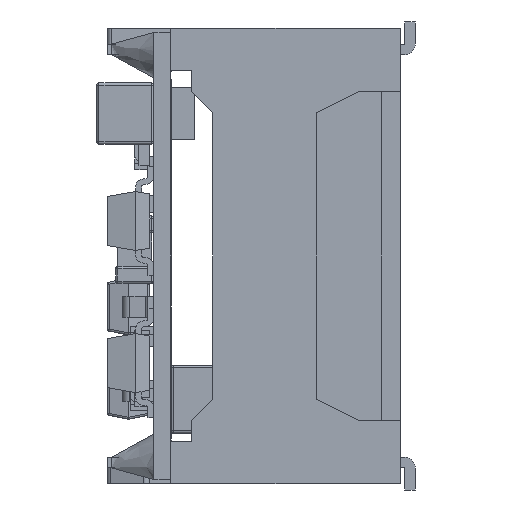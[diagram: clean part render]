
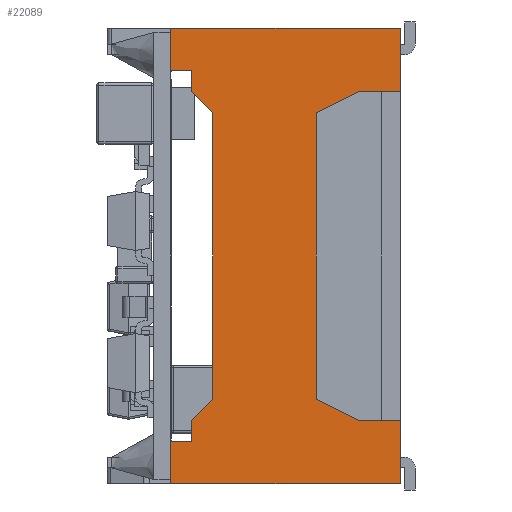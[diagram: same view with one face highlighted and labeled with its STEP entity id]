
A CAD part, left-side view. The second image highlights one B-rep face of the part: STEP entity #22089.
In plain terms, the highlighted planar face has unit normal (-1, 0, 0).
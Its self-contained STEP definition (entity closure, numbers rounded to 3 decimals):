
#20511 = VERTEX_POINT('',#20512);
#20512 = CARTESIAN_POINT('',(-7.67,-5.85,5.4));
#20518 = EDGE_CURVE('',#20511,#20519,#20521,.T.);
#20519 = VERTEX_POINT('',#20520);
#20520 = CARTESIAN_POINT('',(-7.67,-5.85,3.9));
#20521 = LINE('',#20522,#20523);
#20522 = CARTESIAN_POINT('',(-7.67,-5.85,0.));
#20523 = VECTOR('',#20524,1.);
#20524 = DIRECTION('',(0.,0.,-1.));
#20543 = VERTEX_POINT('',#20544);
#20544 = CARTESIAN_POINT('',(-7.67,-5.85,-3.9));
#20550 = EDGE_CURVE('',#20543,#20551,#20553,.T.);
#20551 = VERTEX_POINT('',#20552);
#20552 = CARTESIAN_POINT('',(-7.67,-5.85,-5.4));
#20553 = LINE('',#20554,#20555);
#20554 = CARTESIAN_POINT('',(-7.67,-5.85,0.));
#20555 = VECTOR('',#20556,1.);
#20556 = DIRECTION('',(0.,0.,-1.));
#20866 = VERTEX_POINT('',#20867);
#20867 = CARTESIAN_POINT('',(-7.67,-0.9,4.4));
#20873 = EDGE_CURVE('',#20874,#20866,#20876,.T.);
#20874 = VERTEX_POINT('',#20875);
#20875 = CARTESIAN_POINT('',(-7.67,-0.4,4.4));
#20876 = LINE('',#20877,#20878);
#20877 = CARTESIAN_POINT('',(-7.67,-0.4,4.4));
#20878 = VECTOR('',#20879,1.);
#20879 = DIRECTION('',(0.,-1.,0.));
#21248 = VERTEX_POINT('',#21249);
#21249 = CARTESIAN_POINT('',(-7.67,-0.4,5.4));
#21255 = EDGE_CURVE('',#21248,#20511,#21256,.T.);
#21256 = LINE('',#21257,#21258);
#21257 = CARTESIAN_POINT('',(-7.67,-5.85,5.4));
#21258 = VECTOR('',#21259,1.);
#21259 = DIRECTION('',(0.,-1.,0.));
#21273 = EDGE_CURVE('',#21248,#20874,#21274,.T.);
#21274 = LINE('',#21275,#21276);
#21275 = CARTESIAN_POINT('',(-7.67,-0.4,0.));
#21276 = VECTOR('',#21277,1.);
#21277 = DIRECTION('',(0.,0.,-1.));
#21943 = EDGE_CURVE('',#21944,#20519,#21946,.T.);
#21944 = VERTEX_POINT('',#21945);
#21945 = CARTESIAN_POINT('',(-7.67,-4.85,3.9));
#21946 = LINE('',#21947,#21948);
#21947 = CARTESIAN_POINT('',(-7.67,-2.625,3.9));
#21948 = VECTOR('',#21949,1.);
#21949 = DIRECTION('',(0.,-1.,0.));
#21976 = EDGE_CURVE('',#21977,#21944,#21979,.T.);
#21977 = VERTEX_POINT('',#21978);
#21978 = CARTESIAN_POINT('',(-7.67,-3.85,3.4));
#21979 = LINE('',#21980,#21981);
#21980 = CARTESIAN_POINT('',(-7.67,-1.79,2.37));
#21981 = VECTOR('',#21982,1.);
#21982 = DIRECTION('',(0.,-0.894,0.447));
#22007 = EDGE_CURVE('',#22008,#21977,#22010,.T.);
#22008 = VERTEX_POINT('',#22009);
#22009 = CARTESIAN_POINT('',(-7.67,-3.85,-3.4));
#22010 = LINE('',#22011,#22012);
#22011 = CARTESIAN_POINT('',(-7.67,-3.85,-1.7));
#22012 = VECTOR('',#22013,1.);
#22013 = DIRECTION('',(0.,0.,1.));
#22038 = EDGE_CURVE('',#22039,#22008,#22041,.T.);
#22039 = VERTEX_POINT('',#22040);
#22040 = CARTESIAN_POINT('',(-7.67,-4.85,-3.9));
#22041 = LINE('',#22042,#22043);
#22042 = CARTESIAN_POINT('',(-7.67,-2.29,-2.62));
#22043 = VECTOR('',#22044,1.);
#22044 = DIRECTION('',(0.,0.894,0.447));
#22069 = EDGE_CURVE('',#20543,#22039,#22070,.T.);
#22070 = LINE('',#22071,#22072);
#22071 = CARTESIAN_POINT('',(-7.67,-3.125,-3.9));
#22072 = VECTOR('',#22073,1.);
#22073 = DIRECTION('',(0.,1.,0.));
#22089 = ADVANCED_FACE('',(#22090),#22164,.T.);
#22090 = FACE_BOUND('',#22091,.T.);
#22091 = EDGE_LOOP('',(#22092,#22093,#22094,#22095,#22096,#22097,#22098,
    #22099,#22100,#22101,#22109,#22117,#22125,#22133,#22141,#22149,
    #22157,#22163));
#22092 = ORIENTED_EDGE('',*,*,#22069,.T.);
#22093 = ORIENTED_EDGE('',*,*,#22038,.T.);
#22094 = ORIENTED_EDGE('',*,*,#22007,.T.);
#22095 = ORIENTED_EDGE('',*,*,#21976,.T.);
#22096 = ORIENTED_EDGE('',*,*,#21943,.T.);
#22097 = ORIENTED_EDGE('',*,*,#20518,.F.);
#22098 = ORIENTED_EDGE('',*,*,#21255,.F.);
#22099 = ORIENTED_EDGE('',*,*,#21273,.T.);
#22100 = ORIENTED_EDGE('',*,*,#20873,.T.);
#22101 = ORIENTED_EDGE('',*,*,#22102,.T.);
#22102 = EDGE_CURVE('',#20866,#22103,#22105,.T.);
#22103 = VERTEX_POINT('',#22104);
#22104 = CARTESIAN_POINT('',(-7.67,-0.9,3.9));
#22105 = LINE('',#22106,#22107);
#22106 = CARTESIAN_POINT('',(-7.67,-0.9,2.2));
#22107 = VECTOR('',#22108,1.);
#22108 = DIRECTION('',(0.,0.,-1.));
#22109 = ORIENTED_EDGE('',*,*,#22110,.T.);
#22110 = EDGE_CURVE('',#22103,#22111,#22113,.T.);
#22111 = VERTEX_POINT('',#22112);
#22112 = CARTESIAN_POINT('',(-7.67,-1.4,3.4));
#22113 = LINE('',#22114,#22115);
#22114 = CARTESIAN_POINT('',(-7.67,-1.75,3.05));
#22115 = VECTOR('',#22116,1.);
#22116 = DIRECTION('',(0.,-0.707,
    -0.707));
#22117 = ORIENTED_EDGE('',*,*,#22118,.T.);
#22118 = EDGE_CURVE('',#22111,#22119,#22121,.T.);
#22119 = VERTEX_POINT('',#22120);
#22120 = CARTESIAN_POINT('',(-7.67,-1.4,-3.4));
#22121 = LINE('',#22122,#22123);
#22122 = CARTESIAN_POINT('',(-7.67,-1.4,1.7));
#22123 = VECTOR('',#22124,1.);
#22124 = DIRECTION('',(0.,0.,-1.));
#22125 = ORIENTED_EDGE('',*,*,#22126,.T.);
#22126 = EDGE_CURVE('',#22119,#22127,#22129,.T.);
#22127 = VERTEX_POINT('',#22128);
#22128 = CARTESIAN_POINT('',(-7.67,-0.9,-3.9));
#22129 = LINE('',#22130,#22131);
#22130 = CARTESIAN_POINT('',(-7.67,-2.,-2.8));
#22131 = VECTOR('',#22132,1.);
#22132 = DIRECTION('',(0.,0.707,
    -0.707));
#22133 = ORIENTED_EDGE('',*,*,#22134,.T.);
#22134 = EDGE_CURVE('',#22127,#22135,#22137,.T.);
#22135 = VERTEX_POINT('',#22136);
#22136 = CARTESIAN_POINT('',(-7.67,-0.9,-4.4));
#22137 = LINE('',#22138,#22139);
#22138 = CARTESIAN_POINT('',(-7.67,-0.9,-1.95));
#22139 = VECTOR('',#22140,1.);
#22140 = DIRECTION('',(0.,0.,-1.));
#22141 = ORIENTED_EDGE('',*,*,#22142,.T.);
#22142 = EDGE_CURVE('',#22135,#22143,#22145,.T.);
#22143 = VERTEX_POINT('',#22144);
#22144 = CARTESIAN_POINT('',(-7.67,-0.4,-4.4));
#22145 = LINE('',#22146,#22147);
#22146 = CARTESIAN_POINT('',(-7.67,-0.65,-4.4));
#22147 = VECTOR('',#22148,1.);
#22148 = DIRECTION('',(0.,1.,0.));
#22149 = ORIENTED_EDGE('',*,*,#22150,.T.);
#22150 = EDGE_CURVE('',#22143,#22151,#22153,.T.);
#22151 = VERTEX_POINT('',#22152);
#22152 = CARTESIAN_POINT('',(-7.67,-0.4,-5.4));
#22153 = LINE('',#22154,#22155);
#22154 = CARTESIAN_POINT('',(-7.67,-0.4,0.));
#22155 = VECTOR('',#22156,1.);
#22156 = DIRECTION('',(0.,0.,-1.));
#22157 = ORIENTED_EDGE('',*,*,#22158,.F.);
#22158 = EDGE_CURVE('',#20551,#22151,#22159,.T.);
#22159 = LINE('',#22160,#22161);
#22160 = CARTESIAN_POINT('',(-7.67,-5.85,-5.4));
#22161 = VECTOR('',#22162,1.);
#22162 = DIRECTION('',(0.,1.,0.));
#22163 = ORIENTED_EDGE('',*,*,#20550,.F.);
#22164 = PLANE('',#22165);
#22165 = AXIS2_PLACEMENT_3D('',#22166,#22167,#22168);
#22166 = CARTESIAN_POINT('',(-7.67,-0.4,0.));
#22167 = DIRECTION('',(-1.,0.,0.));
#22168 = DIRECTION('',(0.,-1.,0.));
